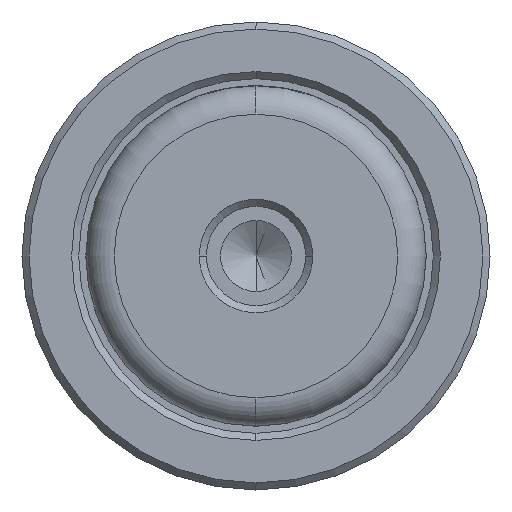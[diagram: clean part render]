
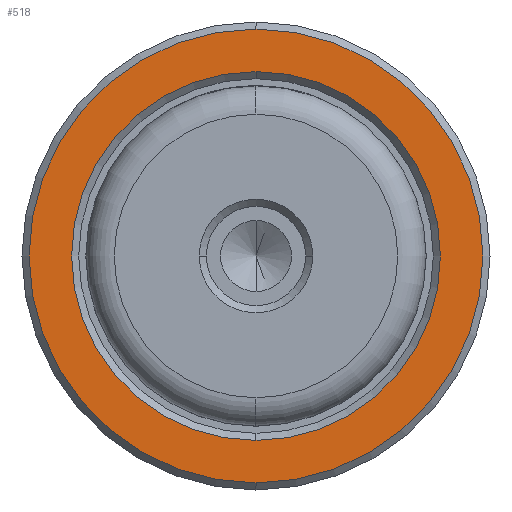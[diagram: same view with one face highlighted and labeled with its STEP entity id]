
A CAD part, left-side view. The second image highlights one B-rep face of the part: STEP entity #518.
In plain terms, the highlighted planar face has unit normal (-1, 0, 0).
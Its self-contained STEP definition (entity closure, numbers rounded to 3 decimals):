
#155 = ORIENTED_EDGE ( 'NONE', *, *, #2177, .T. ) ;
#180 = EDGE_CURVE ( 'NONE', #2019, #827, #338, .T. ) ;
#190 = CARTESIAN_POINT ( 'NONE',  ( 24., 0., 16. ) ) ;
#198 = CARTESIAN_POINT ( 'NONE',  ( 24., 0., 0. ) ) ;
#222 = PLANE ( 'NONE',  #1521 ) ;
#276 = CIRCLE ( 'NONE', #1231, 13. ) ;
#304 = FACE_OUTER_BOUND ( 'NONE', #800, .T. ) ;
#338 = CIRCLE ( 'NONE', #1871, 13. ) ;
#369 = ORIENTED_EDGE ( 'NONE', *, *, #2229, .T. ) ;
#381 = DIRECTION ( 'NONE',  ( 0., 0., -1. ) ) ;
#429 = VERTEX_POINT ( 'NONE', #190 ) ;
#507 = DIRECTION ( 'NONE',  ( 0., 0., 1. ) ) ;
#518 = ADVANCED_FACE ( 'NONE', ( #304, #1683 ), #222, .T. ) ;
#585 = CARTESIAN_POINT ( 'NONE',  ( 24., 0., 0. ) ) ;
#588 = DIRECTION ( 'NONE',  ( 1., 0., 0. ) ) ;
#595 = CIRCLE ( 'NONE', #1069, 16. ) ;
#715 = CARTESIAN_POINT ( 'NONE',  ( 24., 0., -13. ) ) ;
#770 = DIRECTION ( 'NONE',  ( 0., 0., 1. ) ) ;
#800 = EDGE_LOOP ( 'NONE', ( #1671, #369 ) ) ;
#827 = VERTEX_POINT ( 'NONE', #715 ) ;
#987 = CARTESIAN_POINT ( 'NONE',  ( 24., 0., 0. ) ) ;
#1069 = AXIS2_PLACEMENT_3D ( 'NONE', #987, #2260, #1169 ) ;
#1100 = ORIENTED_EDGE ( 'NONE', *, *, #180, .T. ) ;
#1132 = CARTESIAN_POINT ( 'NONE',  ( 24., -12., 0. ) ) ;
#1169 = DIRECTION ( 'NONE',  ( 0., 0., 1. ) ) ;
#1185 = CIRCLE ( 'NONE', #1840, 16. ) ;
#1231 = AXIS2_PLACEMENT_3D ( 'NONE', #198, #1462, #381 ) ;
#1273 = CARTESIAN_POINT ( 'NONE',  ( 24., 0., 13. ) ) ;
#1462 = DIRECTION ( 'NONE',  ( 1., 0., 0. ) ) ;
#1521 = AXIS2_PLACEMENT_3D ( 'NONE', #1132, #1580, #507 ) ;
#1580 = DIRECTION ( 'NONE',  ( -1., 0., 0. ) ) ;
#1662 = CARTESIAN_POINT ( 'NONE',  ( 24., 0., 0. ) ) ;
#1671 = ORIENTED_EDGE ( 'NONE', *, *, #2359, .T. ) ;
#1683 = FACE_BOUND ( 'NONE', #2173, .T. ) ;
#1840 = AXIS2_PLACEMENT_3D ( 'NONE', #585, #1843, #770 ) ;
#1843 = DIRECTION ( 'NONE',  ( -1., 0., 0. ) ) ;
#1846 = DIRECTION ( 'NONE',  ( 0., 0., -1. ) ) ;
#1871 = AXIS2_PLACEMENT_3D ( 'NONE', #1662, #588, #1846 ) ;
#2019 = VERTEX_POINT ( 'NONE', #1273 ) ;
#2113 = VERTEX_POINT ( 'NONE', #2212 ) ;
#2173 = EDGE_LOOP ( 'NONE', ( #1100, #155 ) ) ;
#2177 = EDGE_CURVE ( 'NONE', #827, #2019, #276, .T. ) ;
#2212 = CARTESIAN_POINT ( 'NONE',  ( 24., 0., -16. ) ) ;
#2229 = EDGE_CURVE ( 'NONE', #429, #2113, #1185, .T. ) ;
#2260 = DIRECTION ( 'NONE',  ( -1., 0., 0. ) ) ;
#2359 = EDGE_CURVE ( 'NONE', #2113, #429, #595, .T. ) ;
